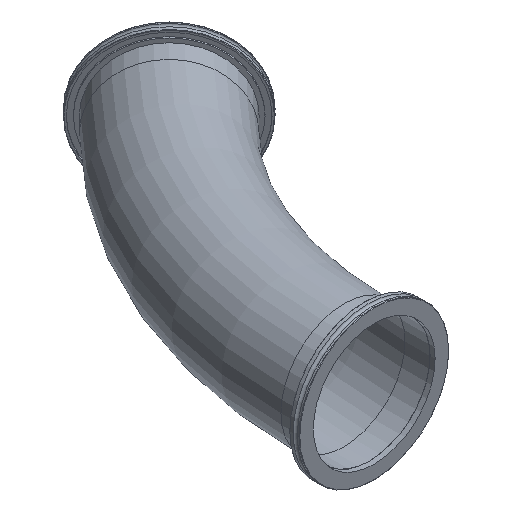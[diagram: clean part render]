
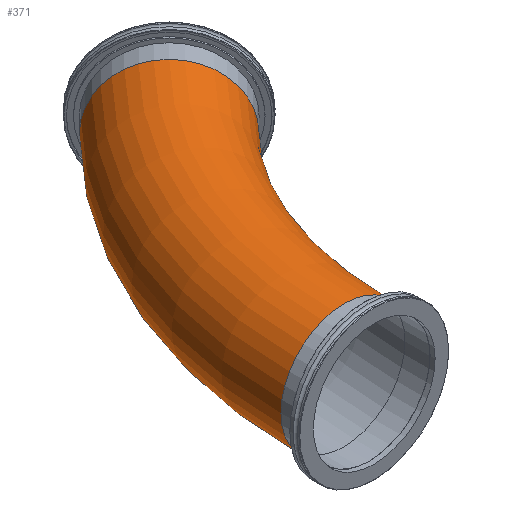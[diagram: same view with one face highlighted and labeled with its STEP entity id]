
A CAD part, isometric view. The second image highlights one B-rep face of the part: STEP entity #371.
In plain terms, the highlighted toroidal (fillet/blend) face has major radius 508.433 mm and minor radius 76.2 mm.
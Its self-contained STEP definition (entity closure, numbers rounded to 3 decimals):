
#33=TOROIDAL_SURFACE('',#482,508.433,76.2);
#76=FACE_OUTER_BOUND('',#103,.T.);
#103=EDGE_LOOP('',(#339,#340,#341,#342));
#166=CIRCLE('',#481,76.2);
#167=CIRCLE('',#483,432.233);
#168=CIRCLE('',#484,76.2);
#201=VERTEX_POINT('',#729);
#202=VERTEX_POINT('',#733);
#248=EDGE_CURVE('',#201,#201,#166,.T.);
#249=EDGE_CURVE('',#201,#202,#167,.T.);
#250=EDGE_CURVE('',#202,#202,#168,.T.);
#339=ORIENTED_EDGE('',*,*,#248,.F.);
#340=ORIENTED_EDGE('',*,*,#249,.T.);
#341=ORIENTED_EDGE('',*,*,#250,.T.);
#342=ORIENTED_EDGE('',*,*,#249,.F.);
#371=ADVANCED_FACE('',(#76),#33,.T.);
#481=AXIS2_PLACEMENT_3D('',#731,#611,#612);
#482=AXIS2_PLACEMENT_3D('',#732,#613,#614);
#483=AXIS2_PLACEMENT_3D('',#734,#615,#616);
#484=AXIS2_PLACEMENT_3D('',#735,#617,#618);
#611=DIRECTION('center_axis',(0.,-1.,0.));
#612=DIRECTION('ref_axis',(-1.,0.,0.));
#613=DIRECTION('center_axis',(0.,0.,1.));
#614=DIRECTION('ref_axis',(1.,0.,0.));
#615=DIRECTION('center_axis',(0.,0.,-1.));
#616=DIRECTION('ref_axis',(1.,0.,0.));
#617=DIRECTION('center_axis',(-0.707,-0.707,0.));
#618=DIRECTION('ref_axis',(-0.707,0.707,0.));
#729=CARTESIAN_POINT('',(-519.145,36.,0.));
#731=CARTESIAN_POINT('Origin',(-595.345,36.,0.));
#732=CARTESIAN_POINT('Origin',(-86.912,36.,0.));
#733=CARTESIAN_POINT('',(-392.547,341.635,0.));
#734=CARTESIAN_POINT('Origin',(-86.912,36.,0.));
#735=CARTESIAN_POINT('Origin',(-446.428,395.517,0.));
